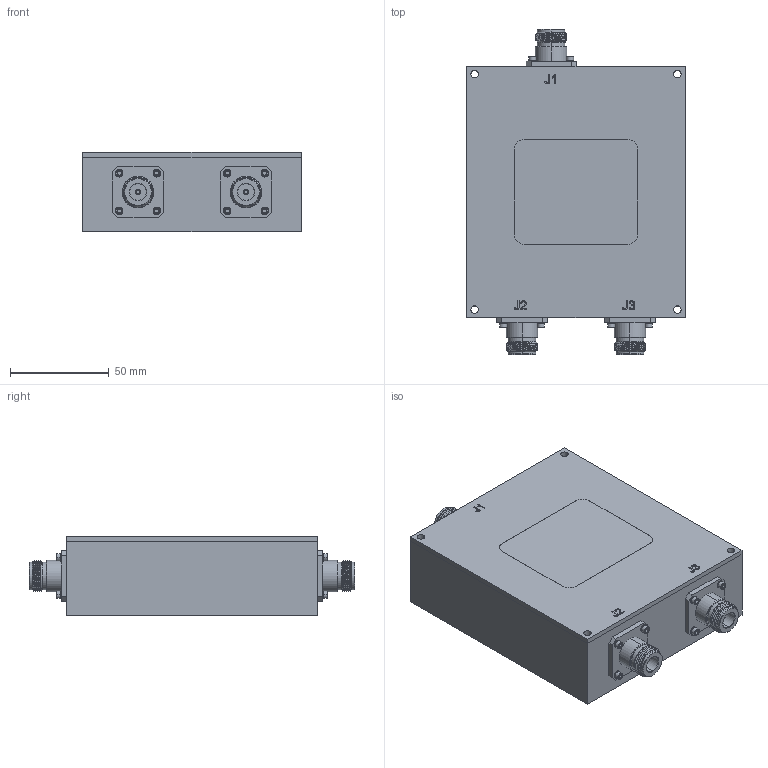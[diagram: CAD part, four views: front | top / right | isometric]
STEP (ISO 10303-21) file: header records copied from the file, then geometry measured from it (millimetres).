
FILE_DESCRIPTION (( 'STEP AP203' ), '1' );
FILE_NAME ('PE20S0004.step', '2018-10-09T20:57:15', ( '' ), ( '' ), 'SwSTEP 2.0', 'SolidWorks 2017', '' );
FILE_SCHEMA (( 'CONFIG_CONTROL_DESIGN' ));
Length unit declared in the file: inch
Products named in the file (1): PE20S0004
Bounding box: 110.49 x 164.4 x 40.18 mm (x, y, z)
Volume: 574096.4 mm3; surface area: 57824.4 mm2
Topology: 4 solids, 4 shells, 850 faces, 2078 edges, 1318 vertices
Faces by surface type: cylinder 333, plane 246, cone 201, bspline 70
Entity records: 39354 total; most frequent: CARTESIAN_POINT 20913, ORIENTED_EDGE 4156, DIRECTION 3446, EDGE_CURVE 2078, VERTEX_POINT 1318, AXIS2_PLACEMENT_3D 1297, EDGE_LOOP 940, VECTOR 852
